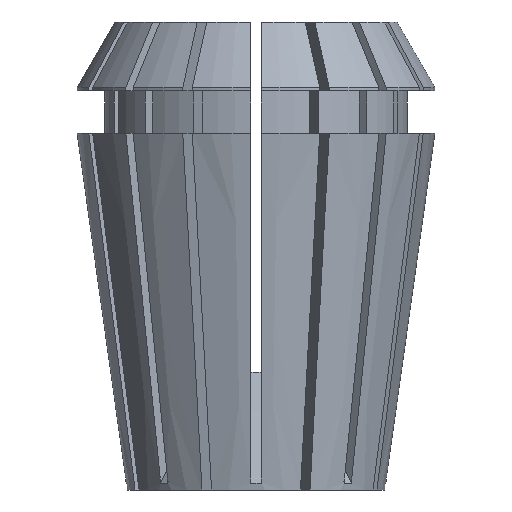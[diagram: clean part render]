
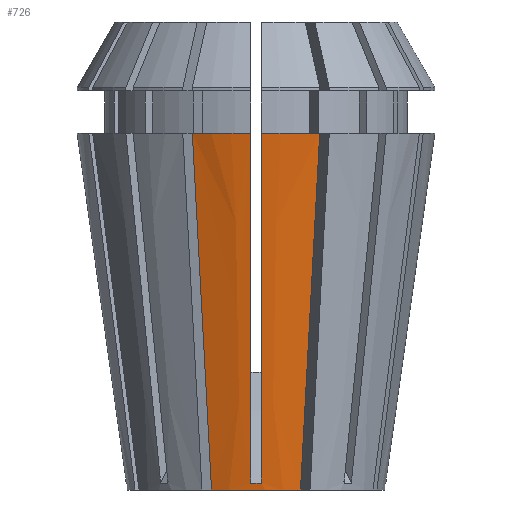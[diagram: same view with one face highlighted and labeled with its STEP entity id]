
A CAD part, left-side view. The second image highlights one B-rep face of the part: STEP entity #726.
In plain terms, the highlighted conical face has half-angle 8 degrees and reference radius 9.36 mm.
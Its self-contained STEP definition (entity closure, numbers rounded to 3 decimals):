
#22 = FACE_OUTER_BOUND ( 'NONE', #2630, .T. ) ;
#73 = CARTESIAN_POINT ( 'NONE',  ( -10.192, -3.816, 10.832 ) ) ;
#151 = CARTESIAN_POINT ( 'NONE',  ( -8.784, 3.233, 0. ) ) ;
#203 = EDGE_CURVE ( 'NONE', #1405, #2495, #4705, .T. ) ;
#230 = CARTESIAN_POINT ( 'NONE',  ( -11.419, 0.375, 14.693 ) ) ;
#276 = CARTESIAN_POINT ( 'NONE',  ( -12.22, 0.375, 20.386 ) ) ;
#279 = CARTESIAN_POINT ( 'NONE',  ( 0., 0., 25.9 ) ) ;
#294 = B_SPLINE_CURVE_WITH_KNOTS ( 'NONE', 3,
 ( #4285, #2434, #73, #3295, #526, #1494, #551 ),
 .UNSPECIFIED., .F., .F.,
 ( 4, 3, 4 ),
 ( 0., 0.023, 0.026 ),
 .UNSPECIFIED. ) ;
#312 = VERTEX_POINT ( 'NONE', #3851 ) ;
#517 = CARTESIAN_POINT ( 'NONE',  ( -12.149, 4.626, 25.9 ) ) ;
#526 = CARTESIAN_POINT ( 'NONE',  ( -9.07, -3.351, 2.199 ) ) ;
#551 = CARTESIAN_POINT ( 'NONE',  ( -8.784, -3.233, 0. ) ) ;
#560 = CARTESIAN_POINT ( 'NONE',  ( 0., 0., 25.9 ) ) ;
#645 = ORIENTED_EDGE ( 'NONE', *, *, #203, .T. ) ;
#650 = CARTESIAN_POINT ( 'NONE',  ( -9.07, 3.351, 2.199 ) ) ;
#723 = CARTESIAN_POINT ( 'NONE',  ( -12.737, 0.375, 24.062 ) ) ;
#726 = ADVANCED_FACE ( 'NONE', ( #22 ), #3590, .T. ) ;
#733 = EDGE_CURVE ( 'NONE', #1179, #3856, #294, .T. ) ;
#809 = CARTESIAN_POINT ( 'NONE',  ( -12.149, 4.626, 25.9 ) ) ;
#860 = AXIS2_PLACEMENT_3D ( 'NONE', #2851, #3839, #5148 ) ;
#990 = CARTESIAN_POINT ( 'NONE',  ( -11.171, 4.221, 18.366 ) ) ;
#1004 = CARTESIAN_POINT ( 'NONE',  ( -12.22, -0.375, 20.386 ) ) ;
#1090 = CARTESIAN_POINT ( 'NONE',  ( -8.927, 3.292, 1.099 ) ) ;
#1142 = AXIS2_PLACEMENT_3D ( 'NONE', #5759, #3016, #2478 ) ;
#1179 = VERTEX_POINT ( 'NONE', #1958 ) ;
#1198 = ORIENTED_EDGE ( 'NONE', *, *, #2009, .T. ) ;
#1334 = CARTESIAN_POINT ( 'NONE',  ( -9.424, 0.375, 0.508 ) ) ;
#1405 = VERTEX_POINT ( 'NONE', #5825 ) ;
#1416 = DIRECTION ( 'NONE',  ( 0., 0., -1. ) ) ;
#1439 = CARTESIAN_POINT ( 'NONE',  ( -12.995, -0.375, 25.9 ) ) ;
#1494 = CARTESIAN_POINT ( 'NONE',  ( -8.927, -3.292, 1.099 ) ) ;
#1508 = CARTESIAN_POINT ( 'NONE',  ( -12.995, -0.375, 25.9 ) ) ;
#1717 = DIRECTION ( 'NONE',  ( 0., 0., -1. ) ) ;
#1777 = AXIS2_PLACEMENT_3D ( 'NONE', #560, #1416, #1877 ) ;
#1877 = DIRECTION ( 'NONE',  ( -1., 0., 0. ) ) ;
#1895 = B_SPLINE_CURVE_WITH_KNOTS ( 'NONE', 3,
 ( #1439, #5168, #2863, #1004, #4268, #4742, #5194, #2396, #5682, #2321 ),
 .UNSPECIFIED., .F., .F.,
 ( 4, 3, 3, 4 ),
 ( 0.051, 0.056, 0.074, 0.076 ),
 .UNSPECIFIED. ) ;
#1923 = VERTEX_POINT ( 'NONE', #2264 ) ;
#1958 = CARTESIAN_POINT ( 'NONE',  ( -12.149, -4.626, 25.9 ) ) ;
#2009 = EDGE_CURVE ( 'NONE', #5144, #1923, #1895, .T. ) ;
#2141 = CIRCLE ( 'NONE', #5162, 13. ) ;
#2264 = CARTESIAN_POINT ( 'NONE',  ( -9.424, -0.375, 0.508 ) ) ;
#2321 = CARTESIAN_POINT ( 'NONE',  ( -9.424, -0.375, 0.508 ) ) ;
#2330 = CARTESIAN_POINT ( 'NONE',  ( -9.424, -0.375, 0.508 ) ) ;
#2396 = CARTESIAN_POINT ( 'NONE',  ( -9.687, -0.375, 2.373 ) ) ;
#2434 = CARTESIAN_POINT ( 'NONE',  ( -11.171, -4.221, 18.366 ) ) ;
#2478 = DIRECTION ( 'NONE',  ( -1., 0., 0. ) ) ;
#2495 = VERTEX_POINT ( 'NONE', #809 ) ;
#2514 = CARTESIAN_POINT ( 'NONE',  ( -9.687, 0.375, 2.373 ) ) ;
#2533 = CARTESIAN_POINT ( 'NONE',  ( -9.424, 0.375, 0.508 ) ) ;
#2545 = CARTESIAN_POINT ( 'NONE',  ( -9.818, 0.375, 3.305 ) ) ;
#2630 = EDGE_LOOP ( 'NONE', ( #645, #5345, #4698, #4921, #4057, #1198, #3618, #4523 ) ) ;
#2650 = CARTESIAN_POINT ( 'NONE',  ( -9.433, -0.125, 0.497 ) ) ;
#2851 = CARTESIAN_POINT ( 'NONE',  ( 0., 0., 0. ) ) ;
#2863 = CARTESIAN_POINT ( 'NONE',  ( -12.478, -0.375, 22.224 ) ) ;
#2950 = EDGE_CURVE ( 'NONE', #5500, #1923, #4175, .T. ) ;
#2957 = CARTESIAN_POINT ( 'NONE',  ( -9.213, 3.41, 3.298 ) ) ;
#3016 = DIRECTION ( 'NONE',  ( 0., 0., -1. ) ) ;
#3060 = CARTESIAN_POINT ( 'NONE',  ( -12.478, 0.375, 22.224 ) ) ;
#3063 = DIRECTION ( 'NONE',  ( -1., 0., 0. ) ) ;
#3122 = EDGE_CURVE ( 'NONE', #3856, #312, #4584, .T. ) ;
#3295 = CARTESIAN_POINT ( 'NONE',  ( -9.213, -3.41, 3.298 ) ) ;
#3447 = CARTESIAN_POINT ( 'NONE',  ( -12.995, 0.375, 25.9 ) ) ;
#3452 = CARTESIAN_POINT ( 'NONE',  ( -10.192, 3.816, 10.832 ) ) ;
#3590 = CONICAL_SURFACE ( 'NONE', #860, 9.36, 0.14 ) ;
#3618 = ORIENTED_EDGE ( 'NONE', *, *, #2950, .F. ) ;
#3839 = DIRECTION ( 'NONE',  ( 0., 0., 1. ) ) ;
#3851 = CARTESIAN_POINT ( 'NONE',  ( -8.784, 3.233, 0. ) ) ;
#3856 = VERTEX_POINT ( 'NONE', #4949 ) ;
#3871 = EDGE_CURVE ( 'NONE', #1179, #5144, #2141, .T. ) ;
#4057 = ORIENTED_EDGE ( 'NONE', *, *, #3871, .T. ) ;
#4175 = B_SPLINE_CURVE_WITH_KNOTS ( 'NONE', 3,
 ( #1334, #4974, #2650, #2330 ),
 .UNSPECIFIED., .F., .F.,
 ( 4, 4 ),
 ( 0., 0.001 ),
 .UNSPECIFIED. ) ;
#4216 = EDGE_CURVE ( 'NONE', #1405, #5500, #4821, .T. ) ;
#4222 = B_SPLINE_CURVE_WITH_KNOTS ( 'NONE', 3,
 ( #517, #990, #3452, #2957, #650, #1090, #151 ),
 .UNSPECIFIED., .F., .F.,
 ( 4, 3, 4 ),
 ( 0., 0.023, 0.026 ),
 .UNSPECIFIED. ) ;
#4268 = CARTESIAN_POINT ( 'NONE',  ( -11.419, -0.375, 14.693 ) ) ;
#4285 = CARTESIAN_POINT ( 'NONE',  ( -12.149, -4.626, 25.9 ) ) ;
#4523 = ORIENTED_EDGE ( 'NONE', *, *, #4216, .F. ) ;
#4584 = CIRCLE ( 'NONE', #1142, 9.36 ) ;
#4698 = ORIENTED_EDGE ( 'NONE', *, *, #3122, .F. ) ;
#4705 = CIRCLE ( 'NONE', #1777, 13. ) ;
#4742 = CARTESIAN_POINT ( 'NONE',  ( -10.618, -0.375, 8.999 ) ) ;
#4821 = B_SPLINE_CURVE_WITH_KNOTS ( 'NONE', 3,
 ( #3447, #723, #3060, #276, #230, #5831, #2545, #2514, #5849, #2533 ),
 .UNSPECIFIED., .F., .F.,
 ( 4, 3, 3, 4 ),
 ( 0.051, 0.056, 0.074, 0.076 ),
 .UNSPECIFIED. ) ;
#4921 = ORIENTED_EDGE ( 'NONE', *, *, #733, .F. ) ;
#4949 = CARTESIAN_POINT ( 'NONE',  ( -8.784, -3.233, 0. ) ) ;
#4974 = CARTESIAN_POINT ( 'NONE',  ( -9.433, 0.125, 0.497 ) ) ;
#5144 = VERTEX_POINT ( 'NONE', #1508 ) ;
#5148 = DIRECTION ( 'NONE',  ( 1., 0., 0. ) ) ;
#5162 = AXIS2_PLACEMENT_3D ( 'NONE', #279, #1717, #3063 ) ;
#5168 = CARTESIAN_POINT ( 'NONE',  ( -12.737, -0.375, 24.062 ) ) ;
#5194 = CARTESIAN_POINT ( 'NONE',  ( -9.818, -0.375, 3.305 ) ) ;
#5212 = CARTESIAN_POINT ( 'NONE',  ( -9.424, 0.375, 0.508 ) ) ;
#5345 = ORIENTED_EDGE ( 'NONE', *, *, #5636, .T. ) ;
#5500 = VERTEX_POINT ( 'NONE', #5212 ) ;
#5636 = EDGE_CURVE ( 'NONE', #2495, #312, #4222, .T. ) ;
#5682 = CARTESIAN_POINT ( 'NONE',  ( -9.555, -0.375, 1.44 ) ) ;
#5759 = CARTESIAN_POINT ( 'NONE',  ( 0., 0., 0. ) ) ;
#5825 = CARTESIAN_POINT ( 'NONE',  ( -12.995, 0.375, 25.9 ) ) ;
#5831 = CARTESIAN_POINT ( 'NONE',  ( -10.618, 0.375, 8.999 ) ) ;
#5849 = CARTESIAN_POINT ( 'NONE',  ( -9.555, 0.375, 1.44 ) ) ;
